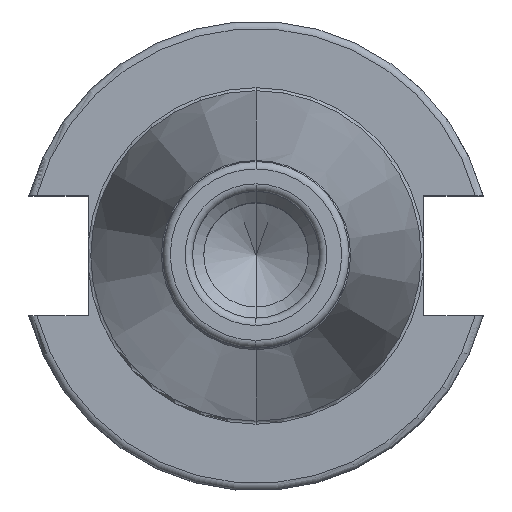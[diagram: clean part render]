
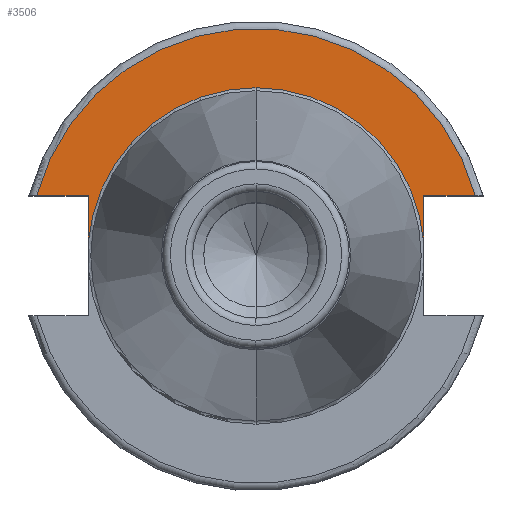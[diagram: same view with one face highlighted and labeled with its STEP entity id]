
A CAD part, top view. The second image highlights one B-rep face of the part: STEP entity #3506.
In plain terms, the highlighted planar face has unit normal (0, 0, 1).
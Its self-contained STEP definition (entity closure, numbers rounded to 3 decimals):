
#498=CARTESIAN_POINT('',(0,0,10));
#499=DIRECTION('',(0,0,1));
#500=DIRECTION('',(0,1,0));
#501=AXIS2_PLACEMENT_3D('',#498,#499,#500);
#582=DIRECTION('',(0,1,0));
#583=VECTOR('',#582,6.317);
#584=CARTESIAN_POINT('',(-22.5,1.733,10));
#585=LINE('',#584,#583);
#586=DIRECTION('',(1,0,0));
#587=VECTOR('',#586,6.918);
#588=CARTESIAN_POINT('',(-29.418,8.05,10));
#589=LINE('',#588,#587);
#590=DIRECTION('',(-1,0,0));
#591=VECTOR('',#590,6.918);
#592=CARTESIAN_POINT('',(29.418,8.05,10));
#593=LINE('',#592,#591);
#594=DIRECTION('',(0,-1,0));
#595=VECTOR('',#594,6.317);
#596=CARTESIAN_POINT('',(22.5,8.05,10));
#597=LINE('',#596,#595);
#612=CARTESIAN_POINT('',(0,0,10));
#613=DIRECTION('',(0,0,-1));
#614=DIRECTION('',(0,1,0));
#615=AXIS2_PLACEMENT_3D('',#612,#613,#614);
#743=CARTESIAN_POINT('',(0,0,10));
#744=DIRECTION('',(0,0,1));
#745=DIRECTION('',(0.965,0.264,0));
#746=AXIS2_PLACEMENT_3D('',#743,#744,#745);
#2193=CARTESIAN_POINT('',(0,22.567,10));
#2195=VERTEX_POINT('',#2193);
#2325=CARTESIAN_POINT('',(-22.5,1.733,10));
#2326=CARTESIAN_POINT('',(-22.5,8.05,10));
#2327=VERTEX_POINT('',#2325);
#2328=VERTEX_POINT('',#2326);
#2329=CARTESIAN_POINT('',(-29.418,8.05,10));
#2330=VERTEX_POINT('',#2329);
#2331=CARTESIAN_POINT('',(22.5,8.05,10));
#2332=CARTESIAN_POINT('',(22.5,1.733,10));
#2333=VERTEX_POINT('',#2331);
#2334=VERTEX_POINT('',#2332);
#2341=CARTESIAN_POINT('',(29.418,8.05,10));
#2342=VERTEX_POINT('',#2341);
#3487=CARTESIAN_POINT('',(0,0,10));
#3488=DIRECTION('',(0,0,-1));
#3489=DIRECTION('',(0,-1,0));
#3490=AXIS2_PLACEMENT_3D('',#3487,#3488,#3489);
#3491=PLANE('',#3490);
#3492=ORIENTED_EDGE('',*,*,#3399,.T.);
#3494=ORIENTED_EDGE('',*,*,#3493,.F.);
#3496=ORIENTED_EDGE('',*,*,#3495,.F.);
#3498=ORIENTED_EDGE('',*,*,#3497,.T.);
#3500=ORIENTED_EDGE('',*,*,#3499,.T.);
#3502=ORIENTED_EDGE('',*,*,#3501,.F.);
#3503=ORIENTED_EDGE('',*,*,#3378,.T.);
#3504=EDGE_LOOP('',(#3492,#3494,#3496,#3498,#3500,#3502,#3503));
#3505=FACE_OUTER_BOUND('',#3504,.F.);
#3506=ADVANCED_FACE('',(#3505),#3491,.F.);
#502=CIRCLE('',#501,22.567);
#616=CIRCLE('',#615,22.567);
#747=CIRCLE('',#746,30.5);
#3378=EDGE_CURVE('',#2195,#2327,#502,.T.);
#3399=EDGE_CURVE('',#2327,#2328,#585,.T.);
#3493=EDGE_CURVE('',#2330,#2328,#589,.T.);
#3495=EDGE_CURVE('',#2342,#2330,#747,.T.);
#3497=EDGE_CURVE('',#2342,#2333,#593,.T.);
#3499=EDGE_CURVE('',#2333,#2334,#597,.T.);
#3501=EDGE_CURVE('',#2195,#2334,#616,.T.);
